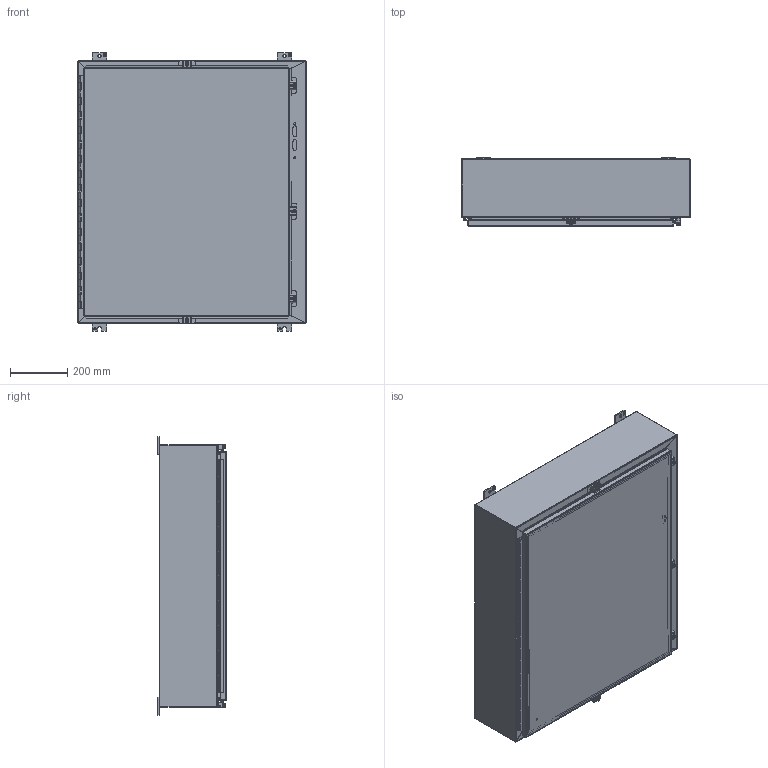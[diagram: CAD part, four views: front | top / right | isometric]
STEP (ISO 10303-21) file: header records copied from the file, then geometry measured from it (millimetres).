
FILE_DESCRIPTION (( 'STEP AP203' ), '1' );
FILE_NAME ('1447SN4G8_Default.step', '2019-11-12T14:59:22', ( '' ), ( '' ), 'SwSTEP 2.0', 'SolidWorks 2019', '' );
FILE_SCHEMA (( 'CONFIG_CONTROL_DESIGN' ));
Products named in the file (1): 1447SN4G8_Default
Bounding box: 796.85 x 238.68 x 971.55 mm (x, y, z)
Volume: 6390953.9 mm3; surface area: 6573959.8 mm2
Topology: 56 solids, 57 shells, 1858 faces, 4828 edges, 3132 vertices
Faces by surface type: plane 1082, cylinder 664, bspline 86, cone 26
Entity records: 60441 total; most frequent: CARTESIAN_POINT 14315, ORIENTED_EDGE 9648, DIRECTION 9490, EDGE_CURVE 4824, LINE 3304, VECTOR 3304, VERTEX_POINT 3132, AXIS2_PLACEMENT_3D 3093
